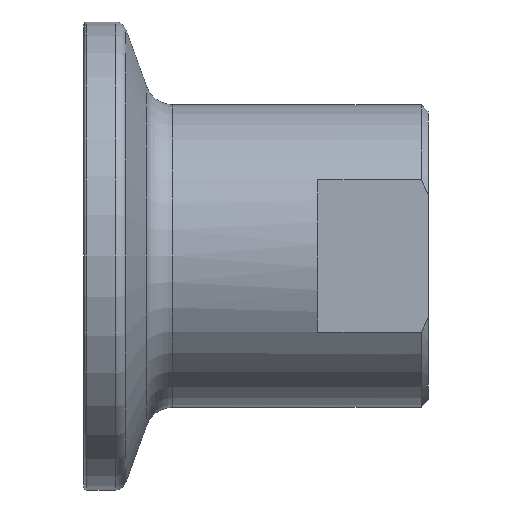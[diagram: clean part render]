
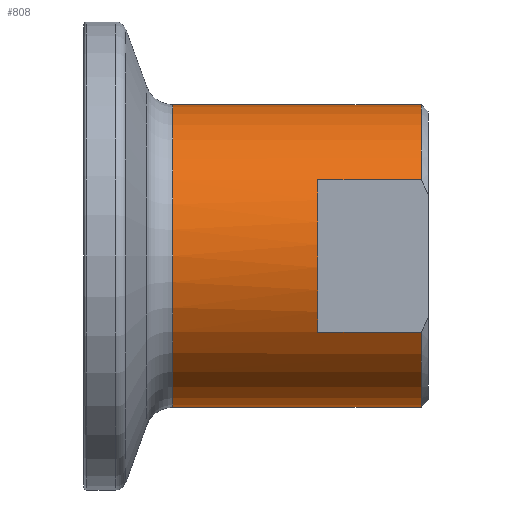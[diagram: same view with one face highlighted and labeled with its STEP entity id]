
A CAD part, front view. The second image highlights one B-rep face of the part: STEP entity #808.
In plain terms, the highlighted cylindrical face has radius 11 mm (diameter 22 mm), a partial arc.
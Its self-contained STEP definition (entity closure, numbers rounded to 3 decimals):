
#1 = DIRECTION ( 'NONE',  ( 0., 0., 1. ) ) ;
#6 = LINE ( 'NONE', #678, #435 ) ;
#67 = ORIENTED_EDGE ( 'NONE', *, *, #964, .T. ) ;
#85 = CARTESIAN_POINT ( 'NONE',  ( 24.5, -9.5, 5.545 ) ) ;
#94 = CARTESIAN_POINT ( 'NONE',  ( 24.5, 0., 0. ) ) ;
#96 = CARTESIAN_POINT ( 'NONE',  ( 6.434, 0., 11. ) ) ;
#97 = EDGE_CURVE ( 'NONE', #698, #331, #1121, .T. ) ;
#100 = CARTESIAN_POINT ( 'NONE',  ( 17., 0., 0. ) ) ;
#104 = CARTESIAN_POINT ( 'NONE',  ( 24.5, 0., 0. ) ) ;
#107 = VERTEX_POINT ( 'NONE', #791 ) ;
#111 = DIRECTION ( 'NONE',  ( 0., 0., -1. ) ) ;
#139 = CARTESIAN_POINT ( 'NONE',  ( 17., -9.5, -5.545 ) ) ;
#155 = ORIENTED_EDGE ( 'NONE', *, *, #735, .T. ) ;
#156 = AXIS2_PLACEMENT_3D ( 'NONE', #752, #397, #781 ) ;
#254 = DIRECTION ( 'NONE',  ( -1., 0., 0. ) ) ;
#259 = CARTESIAN_POINT ( 'NONE',  ( 0., 0., 11. ) ) ;
#270 = EDGE_CURVE ( 'NONE', #107, #526, #342, .T. ) ;
#289 = DIRECTION ( 'NONE',  ( -1., 0., 0. ) ) ;
#290 = VERTEX_POINT ( 'NONE', #551 ) ;
#314 = ORIENTED_EDGE ( 'NONE', *, *, #97, .T. ) ;
#328 = ORIENTED_EDGE ( 'NONE', *, *, #989, .F. ) ;
#331 = VERTEX_POINT ( 'NONE', #96 ) ;
#342 = LINE ( 'NONE', #349, #943 ) ;
#349 = CARTESIAN_POINT ( 'NONE',  ( 0., -9.5, -5.545 ) ) ;
#396 = CARTESIAN_POINT ( 'NONE',  ( 17., -9.5, 5.545 ) ) ;
#397 = DIRECTION ( 'NONE',  ( -1., 0., 0. ) ) ;
#404 = CARTESIAN_POINT ( 'NONE',  ( 6.434, 0., -11. ) ) ;
#423 = EDGE_CURVE ( 'NONE', #445, #331, #621, .T. ) ;
#435 = VECTOR ( 'NONE', #605, 1000. ) ;
#445 = VERTEX_POINT ( 'NONE', #404 ) ;
#474 = CARTESIAN_POINT ( 'NONE',  ( 0., -9.5, 5.545 ) ) ;
#480 = CIRCLE ( 'NONE', #693, 11. ) ;
#487 = DIRECTION ( 'NONE',  ( 0., 0., 1. ) ) ;
#489 = ORIENTED_EDGE ( 'NONE', *, *, #270, .T. ) ;
#521 = CIRCLE ( 'NONE', #741, 11. ) ;
#526 = VERTEX_POINT ( 'NONE', #139 ) ;
#551 = CARTESIAN_POINT ( 'NONE',  ( 24.5, 0., -11. ) ) ;
#605 = DIRECTION ( 'NONE',  ( -1., 0., 0. ) ) ;
#607 = VECTOR ( 'NONE', #648, 1000. ) ;
#621 = CIRCLE ( 'NONE', #156, 11. ) ;
#622 = VERTEX_POINT ( 'NONE', #85 ) ;
#648 = DIRECTION ( 'NONE',  ( -1., 0., 0. ) ) ;
#650 = EDGE_CURVE ( 'NONE', #810, #622, #938, .T. ) ;
#678 = CARTESIAN_POINT ( 'NONE',  ( 0., 0., -11. ) ) ;
#693 = AXIS2_PLACEMENT_3D ( 'NONE', #104, #1052, #487 ) ;
#698 = VERTEX_POINT ( 'NONE', #1115 ) ;
#701 = EDGE_LOOP ( 'NONE', ( #1018, #67, #489, #328, #926, #155, #314, #1176 ) ) ;
#719 = AXIS2_PLACEMENT_3D ( 'NONE', #1074, #1008, #984 ) ;
#726 = FACE_OUTER_BOUND ( 'NONE', #701, .T. ) ;
#735 = EDGE_CURVE ( 'NONE', #622, #698, #521, .T. ) ;
#741 = AXIS2_PLACEMENT_3D ( 'NONE', #94, #289, #1 ) ;
#752 = CARTESIAN_POINT ( 'NONE',  ( 6.434, 0., 0. ) ) ;
#781 = DIRECTION ( 'NONE',  ( 0., 0., 1. ) ) ;
#788 = CYLINDRICAL_SURFACE ( 'NONE', #719, 11. ) ;
#791 = CARTESIAN_POINT ( 'NONE',  ( 24.5, -9.5, -5.545 ) ) ;
#808 = ADVANCED_FACE ( 'NONE', ( #726 ), #788, .T. ) ;
#810 = VERTEX_POINT ( 'NONE', #396 ) ;
#815 = AXIS2_PLACEMENT_3D ( 'NONE', #100, #862, #111 ) ;
#862 = DIRECTION ( 'NONE',  ( 1., 0., 0. ) ) ;
#926 = ORIENTED_EDGE ( 'NONE', *, *, #650, .T. ) ;
#938 = LINE ( 'NONE', #474, #993 ) ;
#943 = VECTOR ( 'NONE', #254, 1000. ) ;
#945 = DIRECTION ( 'NONE',  ( 1., 0., 0. ) ) ;
#964 = EDGE_CURVE ( 'NONE', #290, #107, #480, .T. ) ;
#984 = DIRECTION ( 'NONE',  ( 0., 0., 1. ) ) ;
#989 = EDGE_CURVE ( 'NONE', #810, #526, #1135, .T. ) ;
#993 = VECTOR ( 'NONE', #945, 1000. ) ;
#1008 = DIRECTION ( 'NONE',  ( -1., 0., 0. ) ) ;
#1018 = ORIENTED_EDGE ( 'NONE', *, *, #1151, .F. ) ;
#1052 = DIRECTION ( 'NONE',  ( -1., 0., 0. ) ) ;
#1074 = CARTESIAN_POINT ( 'NONE',  ( 0., 0., 0. ) ) ;
#1115 = CARTESIAN_POINT ( 'NONE',  ( 24.5, 0., 11. ) ) ;
#1121 = LINE ( 'NONE', #259, #607 ) ;
#1135 = CIRCLE ( 'NONE', #815, 11. ) ;
#1151 = EDGE_CURVE ( 'NONE', #290, #445, #6, .T. ) ;
#1176 = ORIENTED_EDGE ( 'NONE', *, *, #423, .F. ) ;
